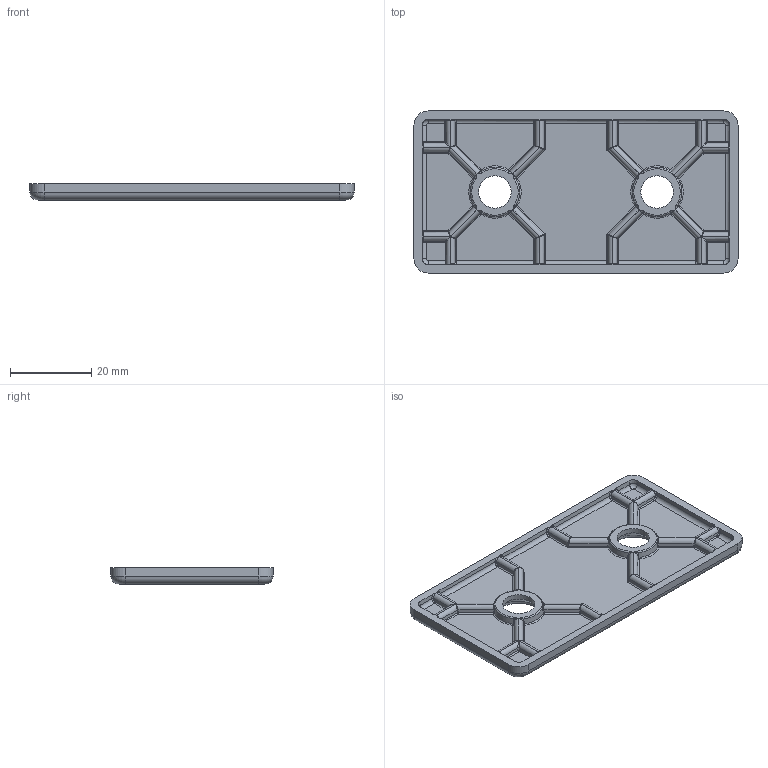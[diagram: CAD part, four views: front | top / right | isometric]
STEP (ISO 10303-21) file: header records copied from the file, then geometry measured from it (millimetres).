
FILE_DESCRIPTION (( 'STEP AP214' ), '1' );
FILE_NAME ('091348.STEP', '2015-04-23T08:58:30', ( 'Admin' ), ( 'Hewlett-Packard Company' ), 'SwSTEP 2.0', 'SolidWorks 2014', '' );
FILE_SCHEMA (( 'AUTOMOTIVE_DESIGN' ));
Length unit declared in the file: millimetre
Products named in the file (1): 091348
Bounding box: 80 x 40 x 4 mm (x, y, z)
Volume: 7638.5 mm3; surface area: 7870.9 mm2
Topology: 1 solids, 1 shells, 396 faces, 901 edges, 486 vertices
Faces by surface type: cylinder 148, bspline 110, plane 73, sphere 27, torus 24, cone 14
Full cylindrical faces by diameter (mm): 8 x2, 12 x2
Entity records: 13032 total; most frequent: CARTESIAN_POINT 5331, ORIENTED_EDGE 1726, DIRECTION 1462, EDGE_CURVE 863, AXIS2_PLACEMENT_3D 571, VERTEX_POINT 486, EDGE_LOOP 417, FACE_OUTER_BOUND 400
